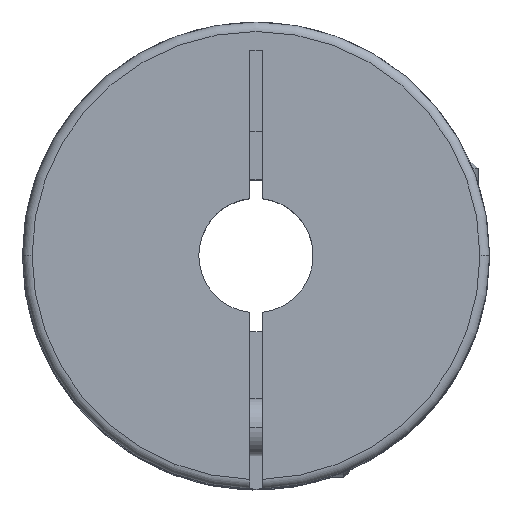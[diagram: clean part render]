
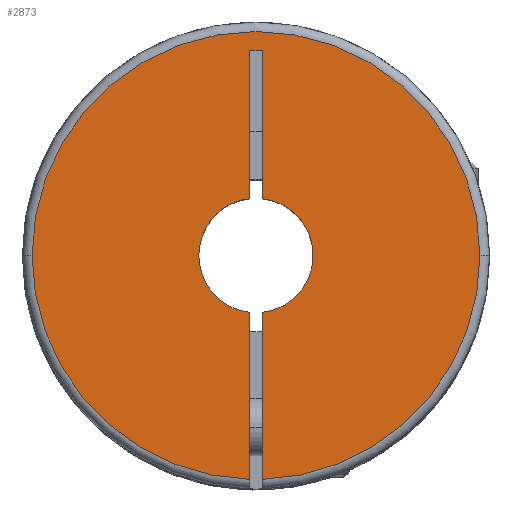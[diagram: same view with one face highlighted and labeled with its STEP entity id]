
A CAD part, top view. The second image highlights one B-rep face of the part: STEP entity #2873.
In plain terms, the highlighted planar face has unit normal (0, 0, 1).
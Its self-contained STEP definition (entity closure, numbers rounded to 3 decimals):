
#16 = CARTESIAN_POINT ( 'NONE',  ( 0., 0., 0. ) ) ;
#51 = CARTESIAN_POINT ( 'NONE',  ( 0.65, 21.5, 0. ) ) ;
#78 = ORIENTED_EDGE ( 'NONE', *, *, #2666, .F. ) ;
#159 = ORIENTED_EDGE ( 'NONE', *, *, #573, .F. ) ;
#216 = ORIENTED_EDGE ( 'NONE', *, *, #3968, .T. ) ;
#228 = CARTESIAN_POINT ( 'NONE',  ( 0., 0., 0. ) ) ;
#287 = EDGE_CURVE ( 'NONE', #1060, #582, #1190, .T. ) ;
#301 = ORIENTED_EDGE ( 'NONE', *, *, #3253, .T. ) ;
#307 = DIRECTION ( 'NONE',  ( -1., 0., 0. ) ) ;
#323 = CARTESIAN_POINT ( 'NONE',  ( 0., 0., 0. ) ) ;
#400 = DIRECTION ( 'NONE',  ( -1., 0., 0. ) ) ;
#488 = DIRECTION ( 'NONE',  ( 0., 1., 0. ) ) ;
#511 = CIRCLE ( 'NONE', #1480, 6. ) ;
#573 = EDGE_CURVE ( 'NONE', #1242, #1060, #744, .T. ) ;
#582 = VERTEX_POINT ( 'NONE', #3178 ) ;
#633 = CARTESIAN_POINT ( 'NONE',  ( -0.65, 21.5, 0. ) ) ;
#647 = PLANE ( 'NONE',  #3548 ) ;
#670 = LINE ( 'NONE', #51, #1785 ) ;
#744 = CIRCLE ( 'NONE', #2988, 23.5 ) ;
#782 = VECTOR ( 'NONE', #3281, 1000. ) ;
#785 = VERTEX_POINT ( 'NONE', #3720 ) ;
#842 = VECTOR ( 'NONE', #488, 1000. ) ;
#870 = ORIENTED_EDGE ( 'NONE', *, *, #2641, .F. ) ;
#980 = VERTEX_POINT ( 'NONE', #2225 ) ;
#1060 = VERTEX_POINT ( 'NONE', #2569 ) ;
#1109 = VECTOR ( 'NONE', #2096, 1000. ) ;
#1190 = CIRCLE ( 'NONE', #3569, 23.5 ) ;
#1242 = VERTEX_POINT ( 'NONE', #1397 ) ;
#1292 = DIRECTION ( 'NONE',  ( -1., 0., 0. ) ) ;
#1326 = DIRECTION ( 'NONE',  ( 0., 0., -1. ) ) ;
#1378 = DIRECTION ( 'NONE',  ( 0., 0., -1. ) ) ;
#1397 = CARTESIAN_POINT ( 'NONE',  ( -0.65, -23.491, 0. ) ) ;
#1480 = AXIS2_PLACEMENT_3D ( 'NONE', #2926, #1378, #1930 ) ;
#1481 = EDGE_CURVE ( 'NONE', #2282, #2147, #2964, .T. ) ;
#1530 = EDGE_LOOP ( 'NONE', ( #159, #2276, #216, #2508, #2505, #3523, #870, #301, #78, #3686, #2287 ) ) ;
#1560 = DIRECTION ( 'NONE',  ( -1., 0., 0. ) ) ;
#1577 = DIRECTION ( 'NONE',  ( 0., 0., -1. ) ) ;
#1647 = CARTESIAN_POINT ( 'NONE',  ( -0.65, 21.5, 0. ) ) ;
#1744 = LINE ( 'NONE', #2660, #782 ) ;
#1785 = VECTOR ( 'NONE', #1292, 1000. ) ;
#1788 = DIRECTION ( 'NONE',  ( -1., 0., 0. ) ) ;
#1856 = DIRECTION ( 'NONE',  ( 0., -1., 0. ) ) ;
#1873 = CIRCLE ( 'NONE', #2846, 23.5 ) ;
#1913 = VERTEX_POINT ( 'NONE', #2936 ) ;
#1930 = DIRECTION ( 'NONE',  ( -1., 0., 0. ) ) ;
#2064 = CIRCLE ( 'NONE', #3293, 6. ) ;
#2096 = DIRECTION ( 'NONE',  ( 0., -1., 0. ) ) ;
#2134 = CIRCLE ( 'NONE', #3102, 6. ) ;
#2147 = VERTEX_POINT ( 'NONE', #3879 ) ;
#2163 = LINE ( 'NONE', #633, #2377 ) ;
#2225 = CARTESIAN_POINT ( 'NONE',  ( 0.65, -5.965, 0. ) ) ;
#2251 = VERTEX_POINT ( 'NONE', #2311 ) ;
#2276 = ORIENTED_EDGE ( 'NONE', *, *, #3189, .F. ) ;
#2282 = VERTEX_POINT ( 'NONE', #1647 ) ;
#2287 = ORIENTED_EDGE ( 'NONE', *, *, #287, .F. ) ;
#2311 = CARTESIAN_POINT ( 'NONE',  ( 0.65, 21.5, 0. ) ) ;
#2319 = CARTESIAN_POINT ( 'NONE',  ( 0.65, -24.5, 0. ) ) ;
#2377 = VECTOR ( 'NONE', #1856, 1000. ) ;
#2465 = DIRECTION ( 'NONE',  ( 0., 0., -1. ) ) ;
#2476 = DIRECTION ( 'NONE',  ( -1., 0., 0. ) ) ;
#2486 = VERTEX_POINT ( 'NONE', #3451 ) ;
#2499 = DIRECTION ( 'NONE',  ( 0., -1., 0. ) ) ;
#2505 = ORIENTED_EDGE ( 'NONE', *, *, #1481, .F. ) ;
#2508 = ORIENTED_EDGE ( 'NONE', *, *, #3364, .T. ) ;
#2548 = EDGE_CURVE ( 'NONE', #2251, #2282, #670, .T. ) ;
#2569 = CARTESIAN_POINT ( 'NONE',  ( -23.5, 0., 0. ) ) ;
#2640 = DIRECTION ( 'NONE',  ( 0., 0., -1. ) ) ;
#2641 = EDGE_CURVE ( 'NONE', #1913, #2251, #3512, .T. ) ;
#2660 = CARTESIAN_POINT ( 'NONE',  ( 0.65, -24.5, 0. ) ) ;
#2666 = EDGE_CURVE ( 'NONE', #785, #980, #1744, .T. ) ;
#2687 = DIRECTION ( 'NONE',  ( 0., 0., -1. ) ) ;
#2776 = CARTESIAN_POINT ( 'NONE',  ( 0., 0., 0. ) ) ;
#2846 = AXIS2_PLACEMENT_3D ( 'NONE', #228, #2687, #307 ) ;
#2873 = ADVANCED_FACE ( 'NONE', ( #3410 ), #647, .F. ) ;
#2926 = CARTESIAN_POINT ( 'NONE',  ( 0., 0., 0. ) ) ;
#2936 = CARTESIAN_POINT ( 'NONE',  ( 0.65, 5.965, 0. ) ) ;
#2964 = LINE ( 'NONE', #2985, #1109 ) ;
#2983 = CARTESIAN_POINT ( 'NONE',  ( 0., 0., 0. ) ) ;
#2985 = CARTESIAN_POINT ( 'NONE',  ( -0.65, 21.5, 0. ) ) ;
#2988 = AXIS2_PLACEMENT_3D ( 'NONE', #2776, #3098, #2476 ) ;
#3098 = DIRECTION ( 'NONE',  ( 0., 0., -1. ) ) ;
#3102 = AXIS2_PLACEMENT_3D ( 'NONE', #2983, #2640, #1788 ) ;
#3178 = CARTESIAN_POINT ( 'NONE',  ( 23.5, 0., 0. ) ) ;
#3189 = EDGE_CURVE ( 'NONE', #2486, #1242, #2163, .T. ) ;
#3206 = CARTESIAN_POINT ( 'NONE',  ( -6., 0., 0. ) ) ;
#3253 = EDGE_CURVE ( 'NONE', #1913, #980, #511, .T. ) ;
#3281 = DIRECTION ( 'NONE',  ( 0., 1., 0. ) ) ;
#3293 = AXIS2_PLACEMENT_3D ( 'NONE', #3462, #1326, #400 ) ;
#3364 = EDGE_CURVE ( 'NONE', #3679, #2147, #2134, .T. ) ;
#3410 = FACE_OUTER_BOUND ( 'NONE', #1530, .T. ) ;
#3436 = EDGE_CURVE ( 'NONE', #582, #785, #1873, .T. ) ;
#3451 = CARTESIAN_POINT ( 'NONE',  ( -0.65, -5.965, 0. ) ) ;
#3462 = CARTESIAN_POINT ( 'NONE',  ( 0., 0., 0. ) ) ;
#3512 = LINE ( 'NONE', #2319, #842 ) ;
#3523 = ORIENTED_EDGE ( 'NONE', *, *, #2548, .F. ) ;
#3548 = AXIS2_PLACEMENT_3D ( 'NONE', #323, #1577, #2499 ) ;
#3569 = AXIS2_PLACEMENT_3D ( 'NONE', #16, #2465, #1560 ) ;
#3679 = VERTEX_POINT ( 'NONE', #3206 ) ;
#3686 = ORIENTED_EDGE ( 'NONE', *, *, #3436, .F. ) ;
#3720 = CARTESIAN_POINT ( 'NONE',  ( 0.65, -23.491, 0. ) ) ;
#3879 = CARTESIAN_POINT ( 'NONE',  ( -0.65, 5.965, 0. ) ) ;
#3968 = EDGE_CURVE ( 'NONE', #2486, #3679, #2064, .T. ) ;
